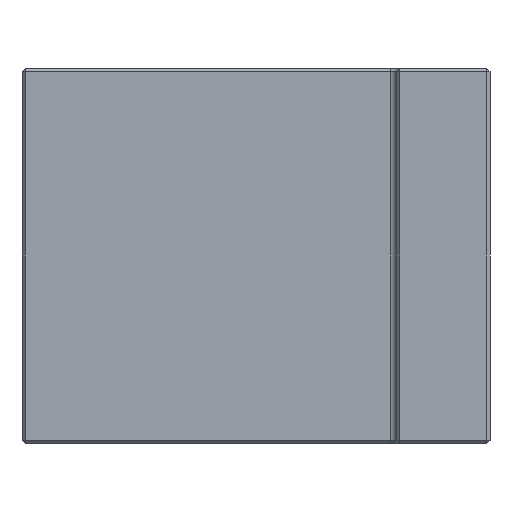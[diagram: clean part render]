
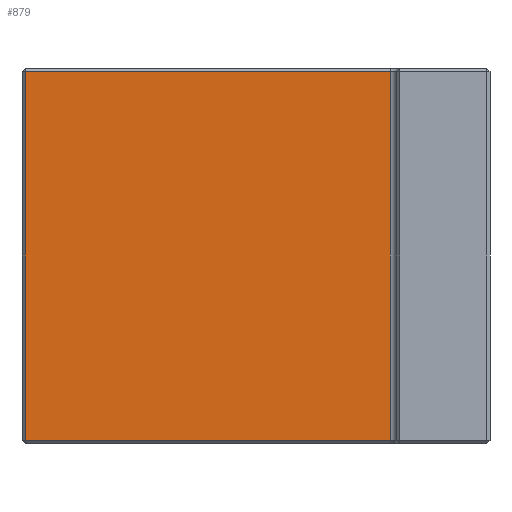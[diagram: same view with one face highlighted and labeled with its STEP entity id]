
A CAD part, front view. The second image highlights one B-rep face of the part: STEP entity #879.
In plain terms, the highlighted planar face has unit normal (0, -1, 0).
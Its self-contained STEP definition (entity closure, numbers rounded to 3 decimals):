
#73=CARTESIAN_POINT('',(0.5,61.5,-29.5));
#74=VERTEX_POINT('',#73);
#105=CARTESIAN_POINT('',(0.5,61.5,29.5));
#106=VERTEX_POINT('',#105);
#699=CARTESIAN_POINT('',(59.,61.5,29.5));
#700=VERTEX_POINT('',#699);
#730=CARTESIAN_POINT('',(59.,61.5,-29.5));
#731=VERTEX_POINT('',#730);
#786=CARTESIAN_POINT('',(0.5,61.5,-29.5));
#787=DIRECTION('',(0.0,0.0,1.0));
#788=VECTOR('',#787,59.0);
#789=LINE('',#786,#788);
#790=EDGE_CURVE('',#74,#106,#789,.T.);
#808=CARTESIAN_POINT('',(0.5,61.5,29.5));
#809=DIRECTION('',(1.0,0.0,0.0));
#810=VECTOR('',#809,58.5);
#811=LINE('',#808,#810);
#812=EDGE_CURVE('',#106,#700,#811,.T.);
#830=CARTESIAN_POINT('',(59.,61.5,-29.5));
#831=DIRECTION('',(-1.0,0.0,0.0));
#832=VECTOR('',#831,58.5);
#833=LINE('',#830,#832);
#834=EDGE_CURVE('',#731,#74,#833,.T.);
#852=CARTESIAN_POINT('',(59.,61.5,29.5));
#853=DIRECTION('',(0.0,0.0,-1.0));
#854=VECTOR('',#853,59.0);
#855=LINE('',#852,#854);
#856=EDGE_CURVE('',#700,#731,#855,.T.);
#868=CARTESIAN_POINT('',(60.,61.5,0.0));
#869=DIRECTION('',(0.0,-1.0,0.0));
#870=DIRECTION('',(0.0,0.0,-1.0));
#871=AXIS2_PLACEMENT_3D('',#868,#869,#870);
#872=PLANE('',#871);
#873=ORIENTED_EDGE('',*,*,#812,.F.);
#874=ORIENTED_EDGE('',*,*,#790,.F.);
#875=ORIENTED_EDGE('',*,*,#834,.F.);
#876=ORIENTED_EDGE('',*,*,#856,.F.);
#877=EDGE_LOOP('',(#873,#874,#875,#876));
#878=FACE_OUTER_BOUND('',#877,.T.);
#879=ADVANCED_FACE('',(#878),#872,.T.);
